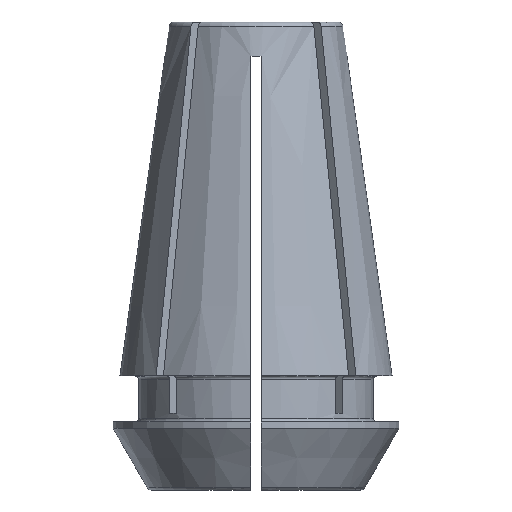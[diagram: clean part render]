
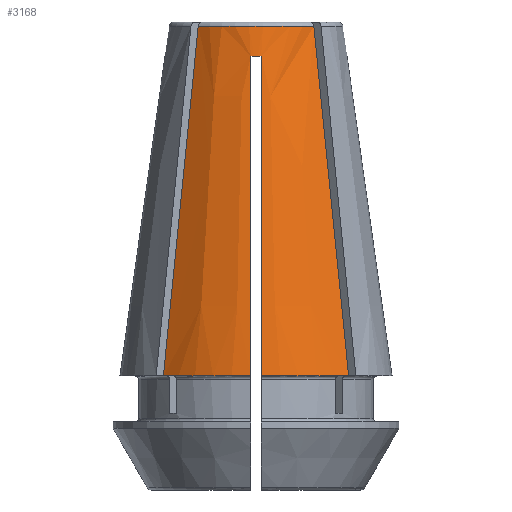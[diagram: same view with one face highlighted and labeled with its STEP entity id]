
A CAD part, left-side view. The second image highlights one B-rep face of the part: STEP entity #3168.
In plain terms, the highlighted conical face has half-angle 8 degrees and reference radius 5.077 mm.
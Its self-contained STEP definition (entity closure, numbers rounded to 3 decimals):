
#56=CONICAL_SURFACE('',#3375,5.077,0.14);
#128=B_SPLINE_CURVE_WITH_KNOTS('',3,(#4758,#4759,#4760,#4761,#4762,#4763,
#4764,#4765,#4766,#4767),.UNSPECIFIED.,.F.,.F.,(4,3,3,4),(0.008,
0.01,0.019,0.027),
 .UNSPECIFIED.);
#135=B_SPLINE_CURVE_WITH_KNOTS('',3,(#4854,#4855,#4856,#4857,#4858,#4859,
#4860,#4861,#4862,#4863),.UNSPECIFIED.,.F.,.F.,(4,3,3,4),(0.008,
0.01,0.019,0.027),
 .UNSPECIFIED.);
#156=B_SPLINE_CURVE_WITH_KNOTS('',3,(#5107,#5108,#5109,#5110,#5111,#5112,
#5113),.UNSPECIFIED.,.F.,.F.,(4,3,4),(0.,0.009,
0.021),.UNSPECIFIED.);
#157=B_SPLINE_CURVE_WITH_KNOTS('',3,(#5119,#5120,#5121,#5122,#5123,#5124,
#5125),.UNSPECIFIED.,.F.,.F.,(4,3,4),(0.,0.014,
0.021),.UNSPECIFIED.);
#246=CIRCLE('',#3376,5.113);
#247=CIRCLE('',#3377,8.);
#248=CIRCLE('',#3378,5.358);
#249=CIRCLE('',#3379,8.);
#560=ORIENTED_EDGE('',*,*,#1591,.F.);
#561=ORIENTED_EDGE('',*,*,#1592,.T.);
#562=ORIENTED_EDGE('',*,*,#1593,.T.);
#563=ORIENTED_EDGE('',*,*,#1513,.F.);
#564=ORIENTED_EDGE('',*,*,#1594,.F.);
#565=ORIENTED_EDGE('',*,*,#1480,.T.);
#566=ORIENTED_EDGE('',*,*,#1595,.T.);
#567=ORIENTED_EDGE('',*,*,#1596,.T.);
#1480=EDGE_CURVE('',#1997,#1996,#128,.T.);
#1513=EDGE_CURVE('',#2029,#2030,#135,.T.);
#1591=EDGE_CURVE('',#2106,#2107,#246,.T.);
#1592=EDGE_CURVE('',#2106,#2108,#156,.T.);
#1593=EDGE_CURVE('',#2108,#2030,#247,.T.);
#1594=EDGE_CURVE('',#1997,#2029,#248,.T.);
#1595=EDGE_CURVE('',#1996,#2109,#249,.T.);
#1596=EDGE_CURVE('',#2109,#2107,#157,.T.);
#1996=VERTEX_POINT('',#4757);
#1997=VERTEX_POINT('',#4768);
#2029=VERTEX_POINT('',#4853);
#2030=VERTEX_POINT('',#4864);
#2106=VERTEX_POINT('',#5105);
#2107=VERTEX_POINT('',#5106);
#2108=VERTEX_POINT('',#5114);
#2109=VERTEX_POINT('',#5118);
#2752=EDGE_LOOP('',(#560,#561,#562,#563,#564,#565,#566,#567));
#2924=FACE_BOUND('',#2752,.T.);
#3168=ADVANCED_FACE('',(#2924),#56,.T.);
#3375=AXIS2_PLACEMENT_3D('',#5103,#3856,#3857);
#3376=AXIS2_PLACEMENT_3D('',#5104,#3858,#3859);
#3377=AXIS2_PLACEMENT_3D('',#5115,#3860,#3861);
#3378=AXIS2_PLACEMENT_3D('',#5116,#3862,#3863);
#3379=AXIS2_PLACEMENT_3D('',#5117,#3864,#3865);
#3856=DIRECTION('',(0.,0.,-1.));
#3857=DIRECTION('',(-1.,0.,0.));
#3858=DIRECTION('',(0.,0.,1.));
#3859=DIRECTION('',(1.,0.,0.));
#3860=DIRECTION('',(0.,0.,1.));
#3861=DIRECTION('',(1.,0.,0.));
#3862=DIRECTION('',(0.,0.,-1.));
#3863=DIRECTION('',(-1.,0.,0.));
#3864=DIRECTION('',(0.,0.,1.));
#3865=DIRECTION('',(1.,0.,0.));
#4757=CARTESIAN_POINT('',(-7.994,-0.3,6.9));
#4758=CARTESIAN_POINT('',(-5.349,-0.3,25.7));
#4759=CARTESIAN_POINT('',(-5.408,-0.3,25.286));
#4760=CARTESIAN_POINT('',(-5.466,-0.3,24.872));
#4761=CARTESIAN_POINT('',(-5.524,-0.3,24.458));
#4762=CARTESIAN_POINT('',(-5.975,-0.3,21.252));
#4763=CARTESIAN_POINT('',(-6.427,-0.3,18.046));
#4764=CARTESIAN_POINT('',(-6.878,-0.3,14.84));
#4765=CARTESIAN_POINT('',(-7.25,-0.3,12.193));
#4766=CARTESIAN_POINT('',(-7.622,-0.3,9.547));
#4767=CARTESIAN_POINT('',(-7.994,-0.3,6.9));
#4768=CARTESIAN_POINT('',(-5.349,-0.3,25.7));
#4853=CARTESIAN_POINT('',(-5.349,0.3,25.7));
#4854=CARTESIAN_POINT('',(-5.349,0.3,25.7));
#4855=CARTESIAN_POINT('',(-5.408,0.3,25.286));
#4856=CARTESIAN_POINT('',(-5.466,0.3,24.872));
#4857=CARTESIAN_POINT('',(-5.524,0.3,24.458));
#4858=CARTESIAN_POINT('',(-5.975,0.3,21.252));
#4859=CARTESIAN_POINT('',(-6.427,0.3,18.046));
#4860=CARTESIAN_POINT('',(-6.878,0.3,14.84));
#4861=CARTESIAN_POINT('',(-7.25,0.3,12.193));
#4862=CARTESIAN_POINT('',(-7.622,0.3,9.547));
#4863=CARTESIAN_POINT('',(-7.994,0.3,6.9));
#4864=CARTESIAN_POINT('',(-7.994,0.3,6.9));
#5103=CARTESIAN_POINT('',(0.,0.,27.7));
#5104=CARTESIAN_POINT('',(0.,0.,27.442));
#5105=CARTESIAN_POINT('',(-3.821,3.397,27.442));
#5106=CARTESIAN_POINT('',(-3.821,-3.397,27.442));
#5107=CARTESIAN_POINT('',(-3.821,3.397,27.442));
#5108=CARTESIAN_POINT('',(-4.116,3.692,24.479));
#5109=CARTESIAN_POINT('',(-4.411,3.987,21.516));
#5110=CARTESIAN_POINT('',(-4.706,4.282,18.553));
#5111=CARTESIAN_POINT('',(-5.092,4.668,14.669));
#5112=CARTESIAN_POINT('',(-5.479,5.054,10.784));
#5113=CARTESIAN_POINT('',(-5.865,5.441,6.9));
#5114=CARTESIAN_POINT('',(-5.865,5.441,6.9));
#5115=CARTESIAN_POINT('',(0.,0.,6.9));
#5116=CARTESIAN_POINT('',(0.,0.,25.7));
#5117=CARTESIAN_POINT('',(0.,0.,6.9));
#5118=CARTESIAN_POINT('',(-5.865,-5.441,6.9));
#5119=CARTESIAN_POINT('',(-5.865,-5.441,6.9));
#5120=CARTESIAN_POINT('',(-5.404,-4.98,11.536));
#5121=CARTESIAN_POINT('',(-4.943,-4.519,16.172));
#5122=CARTESIAN_POINT('',(-4.482,-4.057,20.808));
#5123=CARTESIAN_POINT('',(-4.262,-3.837,23.019));
#5124=CARTESIAN_POINT('',(-4.041,-3.617,25.231));
#5125=CARTESIAN_POINT('',(-3.821,-3.397,27.442));
